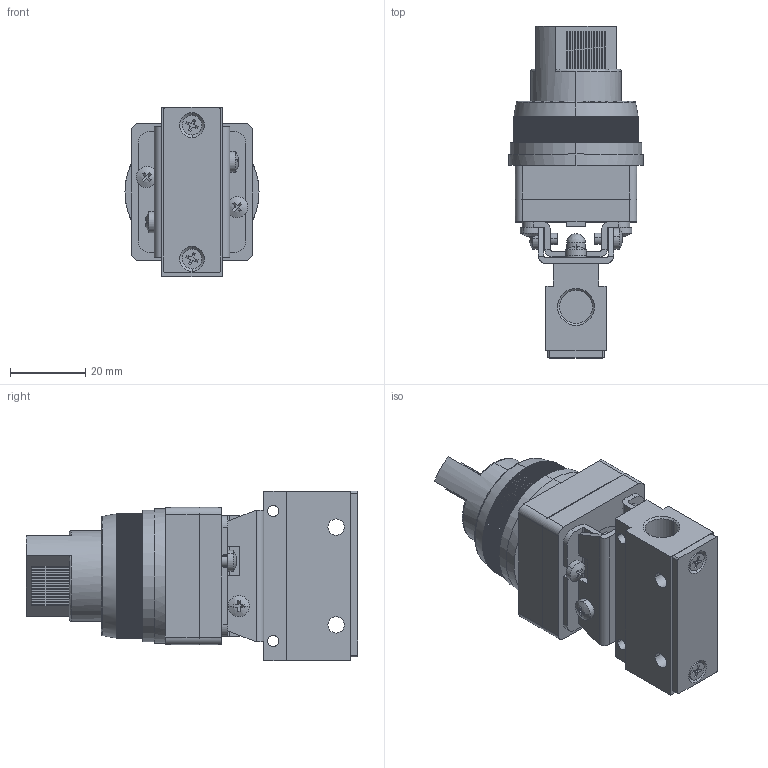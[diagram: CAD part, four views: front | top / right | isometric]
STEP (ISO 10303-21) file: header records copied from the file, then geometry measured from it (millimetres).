
FILE_DESCRIPTION (( 'STEP AP203' ), '1' );
FILE_NAME ('MOV-01.step', '2016-12-28T18:50:41', ( '' ), ( '' ), 'SwSTEP 2.0', 'SolidWorks 2016', '' );
FILE_SCHEMA (( 'CONFIG_CONTROL_DESIGN' ));
Length unit declared in the file: millimetre
Products named in the file (1): MOV-01
Bounding box: 35.6 x 88.1 x 45 mm (x, y, z)
Volume: 56464.3 mm3; surface area: 21544.7 mm2
Topology: 15 solids, 15 shells, 1758 faces, 4231 edges, 2519 vertices
Faces by surface type: plane 1537, cylinder 163, cone 30, bspline 28
Entity records: 50199 total; most frequent: CARTESIAN_POINT 9598, ORIENTED_EDGE 8434, DIRECTION 8271, EDGE_CURVE 4217, LINE 3279, VECTOR 3279, VERTEX_POINT 2519, AXIS2_PLACEMENT_3D 2496
